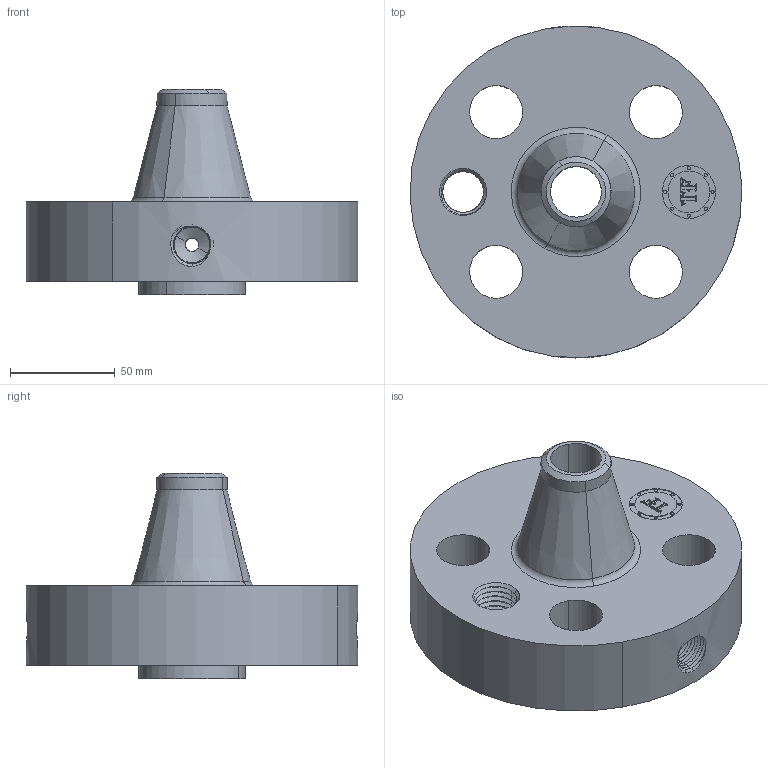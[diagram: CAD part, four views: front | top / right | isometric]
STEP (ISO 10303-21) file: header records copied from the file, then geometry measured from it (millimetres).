
FILE_DESCRIPTION(('3D STEP'),'2;1');
FILE_NAME('1-2500-RF-WELD-NECK-80-ORIF-FLANGE.stp','2013-11-04T04:06:22+00:00',('Texas Flange'),(''),'CATIA Version 5 Release 20 SP 6 (IN-10)','CATIA V5 STEP AP214','800-826-3801');
FILE_SCHEMA(('AUTOMOTIVE_DESIGN { 1 0 10303 214 1 1 1 1 }'));
Length unit declared in the file: inch
Products named in the file (1): 1-2500-RF-WELD-NECK-80-ORIF-FLANGE
Bounding box: 158.71 x 158.75 x 98.3 mm (x, y, z)
Volume: 698296.9 mm3; surface area: 88892.6 mm2
Topology: 1 solids, 1 shells, 751 faces, 2040 edges, 1310 vertices
Faces by surface type: plane 369, bspline 244, cylinder 82, cone 50, revolution 4, torus 2
Entity records: 31617 total; most frequent: CARTESIAN_POINT 12842, ORIENTED_EDGE 4080, EDGE_CURVE 2040, DIRECTION 2033, VERTEX_POINT 1310, VECTOR 1171, LINE 1171, EDGE_LOOP 786
